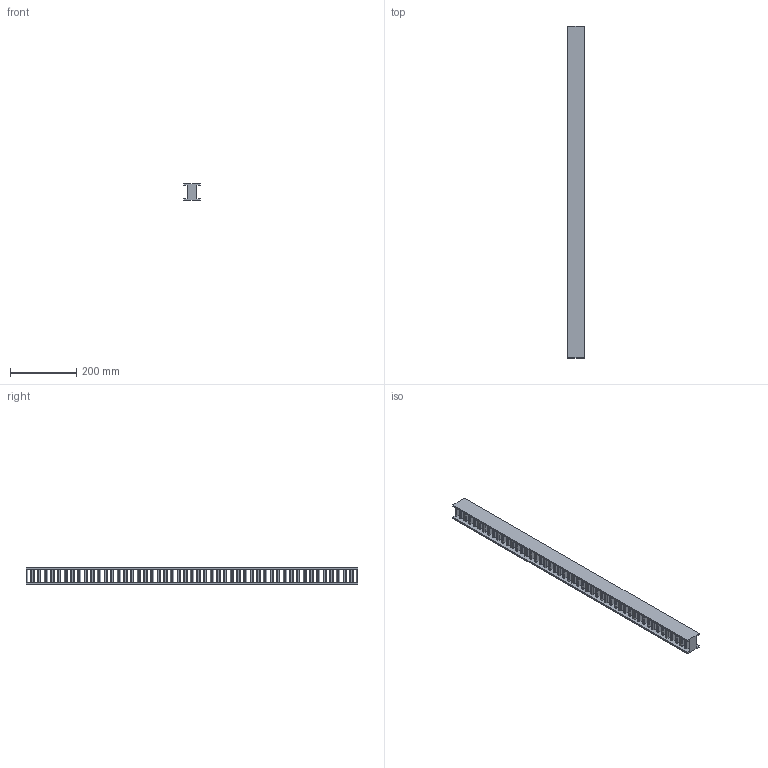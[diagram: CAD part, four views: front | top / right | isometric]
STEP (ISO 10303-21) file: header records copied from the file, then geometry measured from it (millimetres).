
FILE_DESCRIPTION((''),'2;1');
FILE_NAME('RAIL_1M','2020-08-16T19:19:26',('Connor Marshall'),(''),'CREO PARAMETRIC BY PTC INC, 2019471','CREO PARAMETRIC BY PTC INC, 2019471','');
FILE_SCHEMA(('CONFIG_CONTROL_DESIGN'));
Length unit declared in the file: millimetre
Products named in the file (1): RAIL_1M
Bounding box: 50 x 1000 x 50 mm (x, y, z)
Volume: 1075000 mm3; surface area: 342934.3 mm2
Topology: 1 solids, 1 shells, 412 faces, 1236 edges, 824 vertices
Faces by surface type: plane 412
Entity records: 13838 total; most frequent: CARTESIAN_POINT 2472, ORIENTED_EDGE 2472, DIRECTION 2060, VECTOR 1236, LINE 1236, EDGE_CURVE 1236, VERTEX_POINT 824, EDGE_LOOP 510
